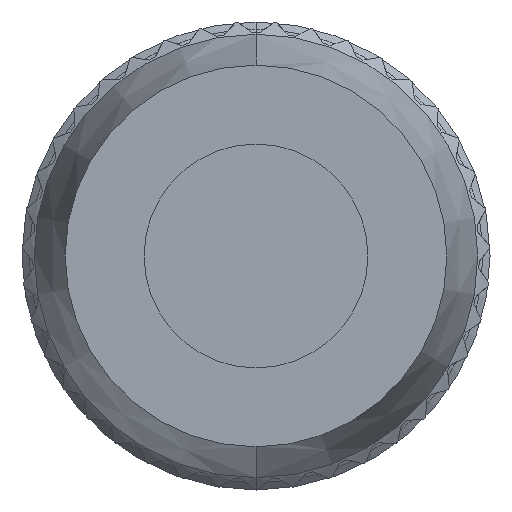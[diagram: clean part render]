
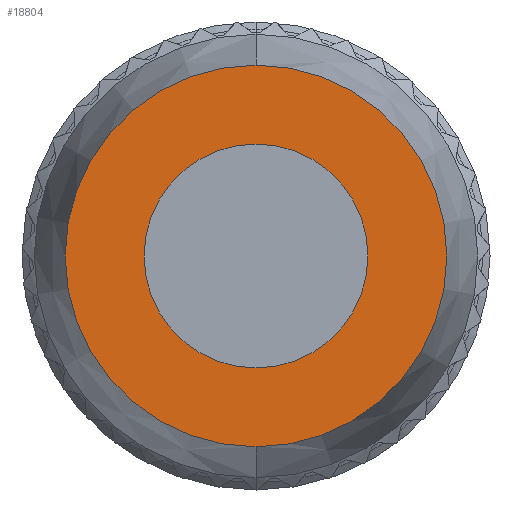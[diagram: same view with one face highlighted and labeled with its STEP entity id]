
A CAD part, front view. The second image highlights one B-rep face of the part: STEP entity #18804.
In plain terms, the highlighted planar face has unit normal (0, -1, 0).
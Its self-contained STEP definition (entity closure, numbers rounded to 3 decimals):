
#816 = CARTESIAN_POINT ( 'NONE',  ( 0., -52.8, 0. ) ) ;
#1760 = ORIENTED_EDGE ( 'NONE', *, *, #19957, .F. ) ;
#2233 = CARTESIAN_POINT ( 'NONE',  ( 0., -52.8, 5.3 ) ) ;
#2548 = CARTESIAN_POINT ( 'NONE',  ( 0., -52.8, 0. ) ) ;
#2658 = DIRECTION ( 'NONE',  ( 0., 0., -1. ) ) ;
#2940 = DIRECTION ( 'NONE',  ( 0., -1., 0. ) ) ;
#3828 = CARTESIAN_POINT ( 'NONE',  ( 0., -52.8, 0. ) ) ;
#4412 = DIRECTION ( 'NONE',  ( 0., 0., 1. ) ) ;
#4567 = VERTEX_POINT ( 'NONE', #2233 ) ;
#5259 = AXIS2_PLACEMENT_3D ( 'NONE', #816, #13556, #2658 ) ;
#5539 = EDGE_CURVE ( 'NONE', #5623, #13700, #23261, .T. ) ;
#5623 = VERTEX_POINT ( 'NONE', #19666 ) ;
#6908 = AXIS2_PLACEMENT_3D ( 'NONE', #13831, #2940, #15654 ) ;
#7616 = AXIS2_PLACEMENT_3D ( 'NONE', #2548, #15281, #4412 ) ;
#8561 = DIRECTION ( 'NONE',  ( 0., 1., 0. ) ) ;
#8632 = ORIENTED_EDGE ( 'NONE', *, *, #22779, .F. ) ;
#9316 = DIRECTION ( 'NONE',  ( 0., 0., 1. ) ) ;
#9880 = AXIS2_PLACEMENT_3D ( 'NONE', #3828, #20166, #9316 ) ;
#10320 = CIRCLE ( 'NONE', #6908, 3.111 ) ;
#13139 = AXIS2_PLACEMENT_3D ( 'NONE', #19414, #8561, #21238 ) ;
#13556 = DIRECTION ( 'NONE',  ( 0., -1., 0. ) ) ;
#13700 = VERTEX_POINT ( 'NONE', #15539 ) ;
#13726 = CIRCLE ( 'NONE', #13139, 5.3 ) ;
#13831 = CARTESIAN_POINT ( 'NONE',  ( 0., -52.8, 0. ) ) ;
#14069 = CARTESIAN_POINT ( 'NONE',  ( 0., -52.8, -5.3 ) ) ;
#14212 = EDGE_LOOP ( 'NONE', ( #1760, #8632 ) ) ;
#14561 = PLANE ( 'NONE',  #9880 ) ;
#15281 = DIRECTION ( 'NONE',  ( 0., 1., 0. ) ) ;
#15321 = ORIENTED_EDGE ( 'NONE', *, *, #23362, .F. ) ;
#15539 = CARTESIAN_POINT ( 'NONE',  ( 0., -52.8, -3.111 ) ) ;
#15654 = DIRECTION ( 'NONE',  ( 0., 0., -1. ) ) ;
#15979 = ORIENTED_EDGE ( 'NONE', *, *, #5539, .F. ) ;
#18656 = CIRCLE ( 'NONE', #7616, 5.3 ) ;
#18727 = FACE_OUTER_BOUND ( 'NONE', #14212, .T. ) ;
#18804 = ADVANCED_FACE ( 'NONE', ( #22969, #18727 ), #14561, .F. ) ;
#19414 = CARTESIAN_POINT ( 'NONE',  ( 0., -52.8, 0. ) ) ;
#19666 = CARTESIAN_POINT ( 'NONE',  ( 0., -52.8, 3.111 ) ) ;
#19957 = EDGE_CURVE ( 'NONE', #4567, #20168, #18656, .T. ) ;
#20166 = DIRECTION ( 'NONE',  ( 0., 1., 0. ) ) ;
#20168 = VERTEX_POINT ( 'NONE', #14069 ) ;
#21128 = EDGE_LOOP ( 'NONE', ( #15321, #15979 ) ) ;
#21238 = DIRECTION ( 'NONE',  ( 0., 0., 1. ) ) ;
#22779 = EDGE_CURVE ( 'NONE', #20168, #4567, #13726, .T. ) ;
#22969 = FACE_BOUND ( 'NONE', #21128, .T. ) ;
#23261 = CIRCLE ( 'NONE', #5259, 3.111 ) ;
#23362 = EDGE_CURVE ( 'NONE', #13700, #5623, #10320, .T. ) ;
